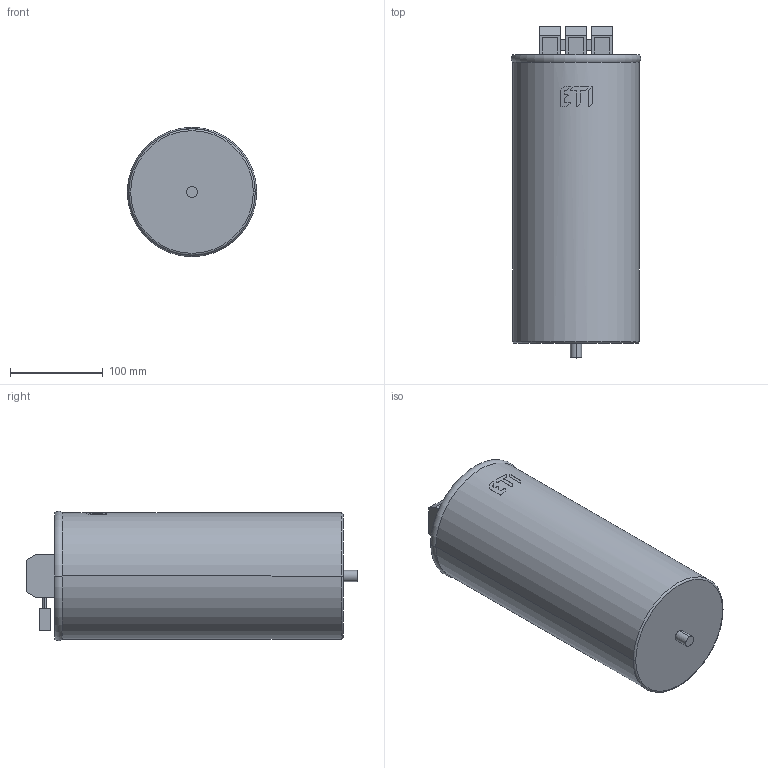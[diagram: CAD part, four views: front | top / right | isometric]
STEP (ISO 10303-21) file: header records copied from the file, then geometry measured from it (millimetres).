
FILE_DESCRIPTION((''),'2;1');
FILE_NAME('1111111_ASM','2021-10-29T',('marketing.praksa'),('Audax d.o.o.'),'CREO PARAMETRIC BY PTC INC, 2017480','CREO PARAMETRIC BY PTC INC, 2017480','');
FILE_SCHEMA(('AUTOMOTIVE_DESIGN { 1 0 10303 214 1 1 1 1 }'));
Length unit declared in the file: millimetre
Products named in the file (6): LPC_136X310; LPC_136X310_1_2; LPC_136X310_1_3; PRT9565; PRT9566; 1111111_ASM
Assembly tree (5 placements, depth 2):
  1111111_ASM
    LPC_136X310
    LPC_136X310_1_2
    LPC_136X310_1_3
    PRT9565
    PRT9566
Bounding box: 139.04 x 357 x 139.04 mm (x, y, z)
Volume: 4563798.3 mm3; surface area: 195810.2 mm2
Topology: 12 solids, 12 shells, 227 faces, 584 edges, 398 vertices
Faces by surface type: plane 146, cylinder 77, torus 4
Entity records: 11061 total; most frequent: CARTESIAN_POINT 1606, ORIENTED_EDGE 1168, DIRECTION 1148, PRESENTATION_STYLE_ASSIGNMENT 823, STYLED_ITEM 823, CURVE_STYLE 584, EDGE_CURVE 584, VERTEX_POINT 398
